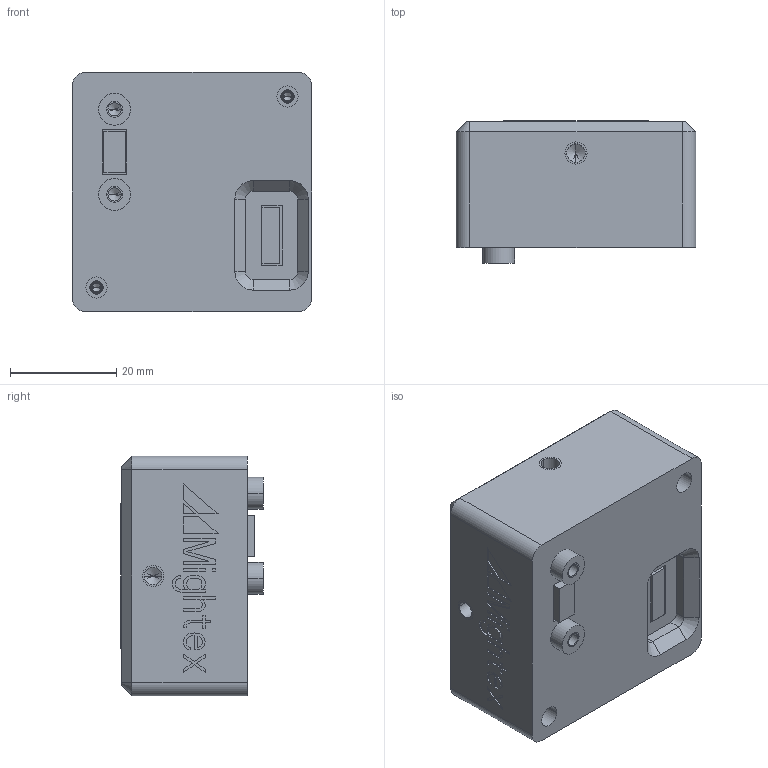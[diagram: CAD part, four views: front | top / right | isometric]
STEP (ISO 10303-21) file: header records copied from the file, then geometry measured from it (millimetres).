
FILE_DESCRIPTION((''),'2;1');
FILE_NAME('106001','2018-01-19T',('zkm'),(''),'PRO/ENGINEER BY PARAMETRIC TECHNOLOGY CORPORATION, 2004110','PRO/ENGINEER BY PARAMETRIC TECHNOLOGY CORPORATION, 2004110','');
FILE_SCHEMA(('CONFIG_CONTROL_DESIGN'));
Length unit declared in the file: millimetre
Products named in the file (1): 106001
Bounding box: 45 x 26.8 x 45 mm (x, y, z)
Volume: 33532.9 mm3; surface area: 21278.4 mm2
Topology: 1 solids, 20 shells, 578 faces, 1534 edges, 994 vertices
Faces by surface type: plane 366, cylinder 160, cone 52
Entity records: 17747 total; most frequent: CARTESIAN_POINT 3103, DIRECTION 3056, ORIENTED_EDGE 2944, EDGE_CURVE 1510, VECTOR 1118, LINE 1118, VERTEX_POINT 994, AXIS2_PLACEMENT_3D 969
